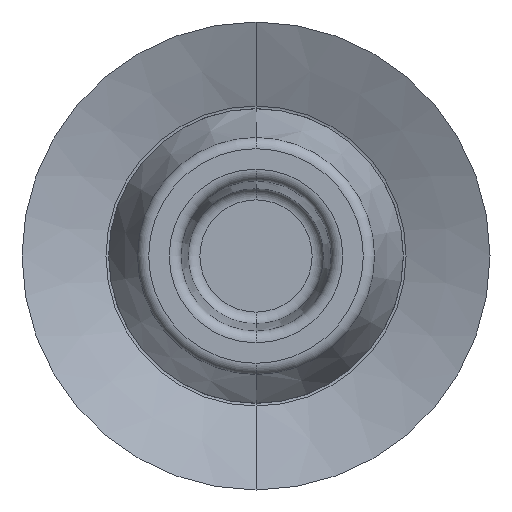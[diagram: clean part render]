
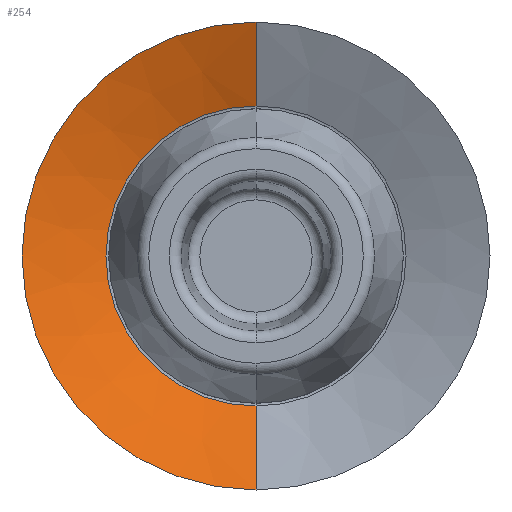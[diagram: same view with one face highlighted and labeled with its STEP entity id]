
A CAD part, front view. The second image highlights one B-rep face of the part: STEP entity #254.
In plain terms, the highlighted conical face has half-angle 68 degrees and reference radius 10 mm.
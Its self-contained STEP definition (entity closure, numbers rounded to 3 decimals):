
#19 = CIRCLE ( 'NONE', #195, 10. ) ;
#134 = CONICAL_SURFACE ( 'NONE', #148, 10., 1.187 ) ;
#148 = AXIS2_PLACEMENT_3D ( 'NONE', #820, #802, #836 ) ;
#185 = VECTOR ( 'NONE', #988, 1000. ) ;
#194 = CIRCLE ( 'NONE', #207, 6.412 ) ;
#195 = AXIS2_PLACEMENT_3D ( 'NONE', #987, #984, #982 ) ;
#204 = VECTOR ( 'NONE', #966, 1000. ) ;
#207 = AXIS2_PLACEMENT_3D ( 'NONE', #963, #962, #961 ) ;
#254 = ADVANCED_FACE ( 'NONE', ( #433 ), #134, .F. ) ;
#384 = LINE ( 'NONE', #989, #185 ) ;
#433 = FACE_OUTER_BOUND ( 'NONE', #640, .T. ) ;
#435 = LINE ( 'NONE', #968, #204 ) ;
#520 = EDGE_CURVE ( 'NONE', #679, #704, #384, .T. ) ;
#521 = EDGE_CURVE ( 'NONE', #704, #689, #19, .T. ) ;
#526 = EDGE_CURVE ( 'NONE', #712, #689, #435, .T. ) ;
#527 = EDGE_CURVE ( 'NONE', #679, #712, #194, .T. ) ;
#550 = ORIENTED_EDGE ( 'NONE', *, *, #520, .F. ) ;
#555 = ORIENTED_EDGE ( 'NONE', *, *, #527, .T. ) ;
#557 = ORIENTED_EDGE ( 'NONE', *, *, #521, .F. ) ;
#558 = ORIENTED_EDGE ( 'NONE', *, *, #526, .T. ) ;
#640 = EDGE_LOOP ( 'NONE', ( #555, #558, #557, #550 ) ) ;
#679 = VERTEX_POINT ( 'NONE', #931 ) ;
#689 = VERTEX_POINT ( 'NONE', #918 ) ;
#704 = VERTEX_POINT ( 'NONE', #900 ) ;
#712 = VERTEX_POINT ( 'NONE', #891 ) ;
#802 = DIRECTION ( 'NONE',  ( 0., -1., 0. ) ) ;
#820 = CARTESIAN_POINT ( 'NONE',  ( 0., 0., 0. ) ) ;
#836 = DIRECTION ( 'NONE',  ( 0., 0., -1. ) ) ;
#891 = CARTESIAN_POINT ( 'NONE',  ( 0., 1.449, 6.412 ) ) ;
#900 = CARTESIAN_POINT ( 'NONE',  ( 0., 0., -10. ) ) ;
#918 = CARTESIAN_POINT ( 'NONE',  ( 0., 0., 10. ) ) ;
#931 = CARTESIAN_POINT ( 'NONE',  ( 0., 1.449, -6.412 ) ) ;
#961 = DIRECTION ( 'NONE',  ( 0., 0., 1. ) ) ;
#962 = DIRECTION ( 'NONE',  ( 0., 1., 0. ) ) ;
#963 = CARTESIAN_POINT ( 'NONE',  ( 0., 1.449, 0. ) ) ;
#966 = DIRECTION ( 'NONE',  ( 0., -0.375, 0.927 ) ) ;
#968 = CARTESIAN_POINT ( 'NONE',  ( 0., 0., 10. ) ) ;
#982 = DIRECTION ( 'NONE',  ( 0., 0., 1. ) ) ;
#984 = DIRECTION ( 'NONE',  ( 0., 1., 0. ) ) ;
#987 = CARTESIAN_POINT ( 'NONE',  ( 0., 0., 0. ) ) ;
#988 = DIRECTION ( 'NONE',  ( 0., -0.375, -0.927 ) ) ;
#989 = CARTESIAN_POINT ( 'NONE',  ( 0., 0., -10. ) ) ;
